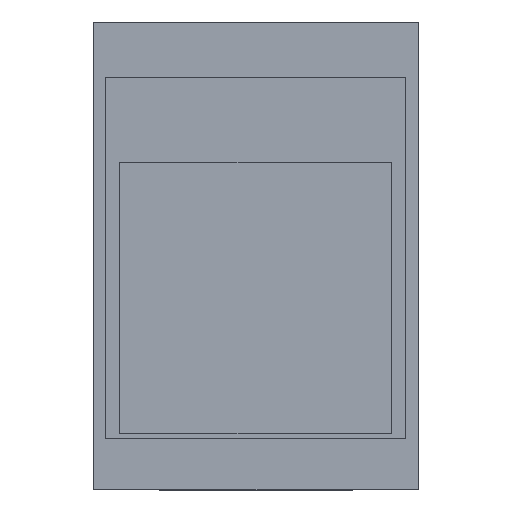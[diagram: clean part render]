
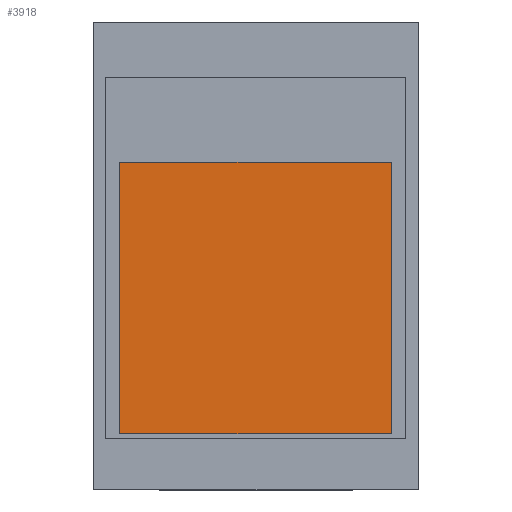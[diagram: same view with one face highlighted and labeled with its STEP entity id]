
A CAD part, top view. The second image highlights one B-rep face of the part: STEP entity #3918.
In plain terms, the highlighted planar face has unit normal (0, 0, 1).
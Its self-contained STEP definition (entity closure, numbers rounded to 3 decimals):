
#3548 = PLANE('',#3549);
#3549 = AXIS2_PLACEMENT_3D('',#3550,#3551,#3552);
#3550 = CARTESIAN_POINT('',(2.7,5.8,2.8));
#3551 = DIRECTION('',(1.,0.,0.));
#3552 = DIRECTION('',(0.,0.,1.));
#3576 = PLANE('',#3577);
#3577 = AXIS2_PLACEMENT_3D('',#3578,#3579,#3580);
#3578 = CARTESIAN_POINT('',(2.7,33.8,2.8));
#3579 = DIRECTION('',(0.,1.,0.));
#3580 = DIRECTION('',(0.,0.,1.));
#3604 = PLANE('',#3605);
#3605 = AXIS2_PLACEMENT_3D('',#3606,#3607,#3608);
#3606 = CARTESIAN_POINT('',(30.7,5.8,2.8));
#3607 = DIRECTION('',(1.,0.,0.));
#3608 = DIRECTION('',(0.,0.,1.));
#3630 = PLANE('',#3631);
#3631 = AXIS2_PLACEMENT_3D('',#3632,#3633,#3634);
#3632 = CARTESIAN_POINT('',(2.7,5.8,2.8));
#3633 = DIRECTION('',(0.,1.,0.));
#3634 = DIRECTION('',(0.,0.,1.));
#3722 = VERTEX_POINT('',#3723);
#3723 = CARTESIAN_POINT('',(2.7,5.8,3.));
#3746 = VERTEX_POINT('',#3747);
#3747 = CARTESIAN_POINT('',(2.7,33.8,3.));
#3768 = EDGE_CURVE('',#3722,#3746,#3769,.T.);
#3769 = SURFACE_CURVE('',#3770,(#3774,#3781),.PCURVE_S1.);
#3770 = LINE('',#3771,#3772);
#3771 = CARTESIAN_POINT('',(2.7,5.8,3.));
#3772 = VECTOR('',#3773,1.);
#3773 = DIRECTION('',(0.,1.,0.));
#3774 = PCURVE('',#3548,#3775);
#3775 = DEFINITIONAL_REPRESENTATION('',(#3776),#3780);
#3776 = LINE('',#3777,#3778);
#3777 = CARTESIAN_POINT('',(0.2,0.));
#3778 = VECTOR('',#3779,1.);
#3779 = DIRECTION('',(0.,-1.));
#3780 = ( GEOMETRIC_REPRESENTATION_CONTEXT(2) 
PARAMETRIC_REPRESENTATION_CONTEXT() REPRESENTATION_CONTEXT('2D SPACE',''
  ) );
#3781 = PCURVE('',#3782,#3787);
#3782 = PLANE('',#3783);
#3783 = AXIS2_PLACEMENT_3D('',#3784,#3785,#3786);
#3784 = CARTESIAN_POINT('',(2.7,5.8,3.));
#3785 = DIRECTION('',(0.,0.,1.));
#3786 = DIRECTION('',(1.,0.,0.));
#3787 = DEFINITIONAL_REPRESENTATION('',(#3788),#3792);
#3788 = LINE('',#3789,#3790);
#3789 = CARTESIAN_POINT('',(0.,0.));
#3790 = VECTOR('',#3791,1.);
#3791 = DIRECTION('',(0.,1.));
#3792 = ( GEOMETRIC_REPRESENTATION_CONTEXT(2) 
PARAMETRIC_REPRESENTATION_CONTEXT() REPRESENTATION_CONTEXT('2D SPACE',''
  ) );
#3799 = EDGE_CURVE('',#3722,#3800,#3802,.T.);
#3800 = VERTEX_POINT('',#3801);
#3801 = CARTESIAN_POINT('',(30.7,5.8,3.));
#3802 = SURFACE_CURVE('',#3803,(#3807,#3814),.PCURVE_S1.);
#3803 = LINE('',#3804,#3805);
#3804 = CARTESIAN_POINT('',(2.7,5.8,3.));
#3805 = VECTOR('',#3806,1.);
#3806 = DIRECTION('',(1.,0.,0.));
#3807 = PCURVE('',#3630,#3808);
#3808 = DEFINITIONAL_REPRESENTATION('',(#3809),#3813);
#3809 = LINE('',#3810,#3811);
#3810 = CARTESIAN_POINT('',(0.2,0.));
#3811 = VECTOR('',#3812,1.);
#3812 = DIRECTION('',(0.,1.));
#3813 = ( GEOMETRIC_REPRESENTATION_CONTEXT(2) 
PARAMETRIC_REPRESENTATION_CONTEXT() REPRESENTATION_CONTEXT('2D SPACE',''
  ) );
#3814 = PCURVE('',#3782,#3815);
#3815 = DEFINITIONAL_REPRESENTATION('',(#3816),#3820);
#3816 = LINE('',#3817,#3818);
#3817 = CARTESIAN_POINT('',(0.,0.));
#3818 = VECTOR('',#3819,1.);
#3819 = DIRECTION('',(1.,0.));
#3820 = ( GEOMETRIC_REPRESENTATION_CONTEXT(2) 
PARAMETRIC_REPRESENTATION_CONTEXT() REPRESENTATION_CONTEXT('2D SPACE',''
  ) );
#3849 = VERTEX_POINT('',#3850);
#3850 = CARTESIAN_POINT('',(30.7,33.8,3.));
#3871 = EDGE_CURVE('',#3800,#3849,#3872,.T.);
#3872 = SURFACE_CURVE('',#3873,(#3877,#3884),.PCURVE_S1.);
#3873 = LINE('',#3874,#3875);
#3874 = CARTESIAN_POINT('',(30.7,5.8,3.));
#3875 = VECTOR('',#3876,1.);
#3876 = DIRECTION('',(0.,1.,0.));
#3877 = PCURVE('',#3604,#3878);
#3878 = DEFINITIONAL_REPRESENTATION('',(#3879),#3883);
#3879 = LINE('',#3880,#3881);
#3880 = CARTESIAN_POINT('',(0.2,0.));
#3881 = VECTOR('',#3882,1.);
#3882 = DIRECTION('',(0.,-1.));
#3883 = ( GEOMETRIC_REPRESENTATION_CONTEXT(2) 
PARAMETRIC_REPRESENTATION_CONTEXT() REPRESENTATION_CONTEXT('2D SPACE',''
  ) );
#3884 = PCURVE('',#3782,#3885);
#3885 = DEFINITIONAL_REPRESENTATION('',(#3886),#3890);
#3886 = LINE('',#3887,#3888);
#3887 = CARTESIAN_POINT('',(28.,0.));
#3888 = VECTOR('',#3889,1.);
#3889 = DIRECTION('',(0.,1.));
#3890 = ( GEOMETRIC_REPRESENTATION_CONTEXT(2) 
PARAMETRIC_REPRESENTATION_CONTEXT() REPRESENTATION_CONTEXT('2D SPACE',''
  ) );
#3897 = EDGE_CURVE('',#3746,#3849,#3898,.T.);
#3898 = SURFACE_CURVE('',#3899,(#3903,#3910),.PCURVE_S1.);
#3899 = LINE('',#3900,#3901);
#3900 = CARTESIAN_POINT('',(2.7,33.8,3.));
#3901 = VECTOR('',#3902,1.);
#3902 = DIRECTION('',(1.,0.,0.));
#3903 = PCURVE('',#3576,#3904);
#3904 = DEFINITIONAL_REPRESENTATION('',(#3905),#3909);
#3905 = LINE('',#3906,#3907);
#3906 = CARTESIAN_POINT('',(0.2,0.));
#3907 = VECTOR('',#3908,1.);
#3908 = DIRECTION('',(0.,1.));
#3909 = ( GEOMETRIC_REPRESENTATION_CONTEXT(2) 
PARAMETRIC_REPRESENTATION_CONTEXT() REPRESENTATION_CONTEXT('2D SPACE',''
  ) );
#3910 = PCURVE('',#3782,#3911);
#3911 = DEFINITIONAL_REPRESENTATION('',(#3912),#3916);
#3912 = LINE('',#3913,#3914);
#3913 = CARTESIAN_POINT('',(0.,28.));
#3914 = VECTOR('',#3915,1.);
#3915 = DIRECTION('',(1.,0.));
#3916 = ( GEOMETRIC_REPRESENTATION_CONTEXT(2) 
PARAMETRIC_REPRESENTATION_CONTEXT() REPRESENTATION_CONTEXT('2D SPACE',''
  ) );
#3918 = ADVANCED_FACE('',(#3919),#3782,.T.);
#3919 = FACE_BOUND('',#3920,.T.);
#3920 = EDGE_LOOP('',(#3921,#3922,#3923,#3924));
#3921 = ORIENTED_EDGE('',*,*,#3768,.F.);
#3922 = ORIENTED_EDGE('',*,*,#3799,.T.);
#3923 = ORIENTED_EDGE('',*,*,#3871,.T.);
#3924 = ORIENTED_EDGE('',*,*,#3897,.F.);
